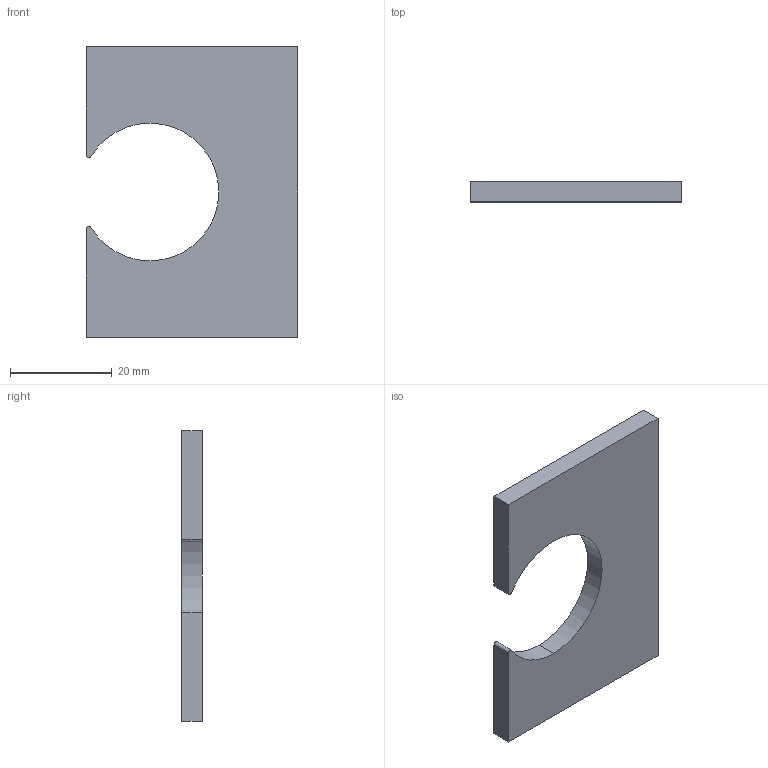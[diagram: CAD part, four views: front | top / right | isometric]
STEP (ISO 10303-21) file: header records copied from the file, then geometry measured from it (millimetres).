
FILE_DESCRIPTION (( 'STEP AP214' ), '1' );
FILE_NAME ('CW kurz M24.STEP', '2008-02-15T12:26:01', ( 'Schütte' ), ( ' ' ), 'SwSTEP 2.0', 'SolidWorks 2008', '' );
FILE_SCHEMA (( 'AUTOMOTIVE_DESIGN' ));
Length unit declared in the file: millimetre
Products named in the file (1): CW kurz M24
Bounding box: 41.5 x 4 x 57 mm (x, y, z)
Volume: 7182.4 mm3; surface area: 4682.5 mm2
Topology: 1 solids, 1 shells, 188 faces, 501 edges, 334 vertices
Faces by surface type: plane 149, bspline 33, cylinder 6
Entity records: 7682 total; most frequent: CARTESIAN_POINT 3177, ORIENTED_EDGE 1002, DIRECTION 759, EDGE_CURVE 501, LINE 423, VECTOR 423, VERTEX_POINT 334, EDGE_LOOP 207
